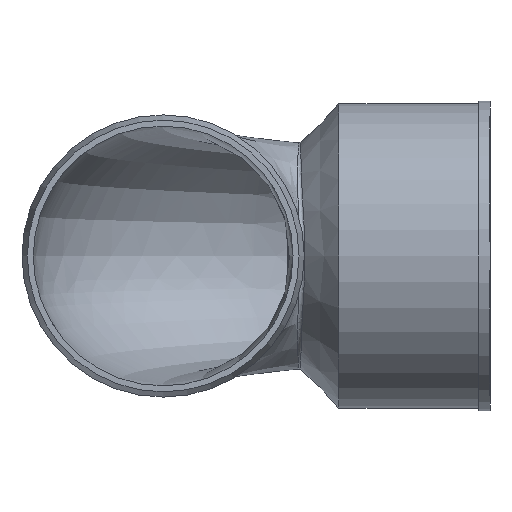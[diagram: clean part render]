
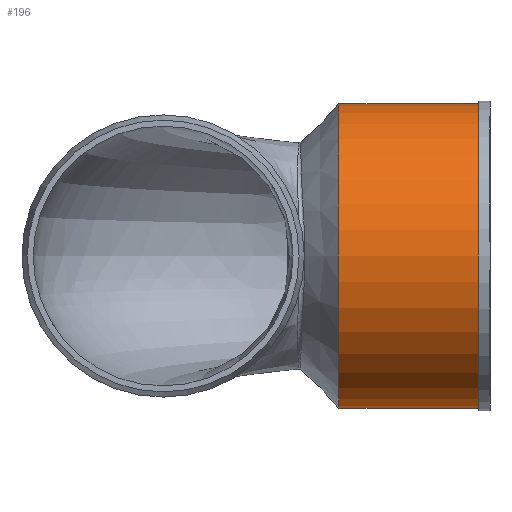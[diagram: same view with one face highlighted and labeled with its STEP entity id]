
A CAD part, front view. The second image highlights one B-rep face of the part: STEP entity #196.
In plain terms, the highlighted cylindrical face has radius 27 mm (diameter 54 mm), a full revolution.
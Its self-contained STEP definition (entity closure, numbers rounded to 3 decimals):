
#18=CYLINDRICAL_SURFACE('',#222,27.);
#31=FACE_BOUND('',#72,.T.);
#49=FACE_OUTER_BOUND('',#71,.T.);
#71=EDGE_LOOP('',(#172));
#72=EDGE_LOOP('',(#173));
#89=CIRCLE('',#206,27.);
#98=CIRCLE('',#221,27.);
#107=VERTEX_POINT('',#838);
#116=VERTEX_POINT('',#2254);
#127=EDGE_CURVE('',#107,#107,#89,.T.);
#137=EDGE_CURVE('',#116,#116,#98,.T.);
#172=ORIENTED_EDGE('',*,*,#137,.T.);
#173=ORIENTED_EDGE('',*,*,#127,.F.);
#196=ADVANCED_FACE('',(#49,#31),#18,.T.);
#206=AXIS2_PLACEMENT_3D('',#839,#238,#239);
#221=AXIS2_PLACEMENT_3D('',#2255,#268,#269);
#222=AXIS2_PLACEMENT_3D('',#2256,#270,#271);
#238=DIRECTION('center_axis',(-1.,0.,0.));
#239=DIRECTION('ref_axis',(0.,0.,1.));
#268=DIRECTION('center_axis',(-1.,0.,0.));
#269=DIRECTION('ref_axis',(0.,0.,1.));
#270=DIRECTION('center_axis',(-1.,0.,0.));
#271=DIRECTION('ref_axis',(0.,-1.,0.));
#838=CARTESIAN_POINT('',(31.172,54.5,0.));
#839=CARTESIAN_POINT('Origin',(31.172,81.5,0.));
#2254=CARTESIAN_POINT('',(56.,54.5,0.));
#2255=CARTESIAN_POINT('Origin',(56.,81.5,0.));
#2256=CARTESIAN_POINT('Origin',(43.586,81.5,0.));
